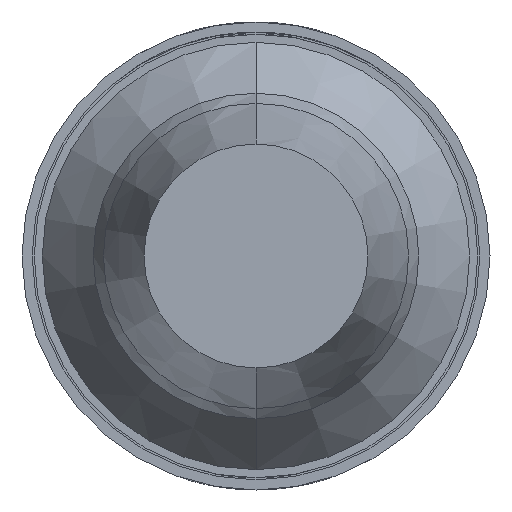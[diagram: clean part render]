
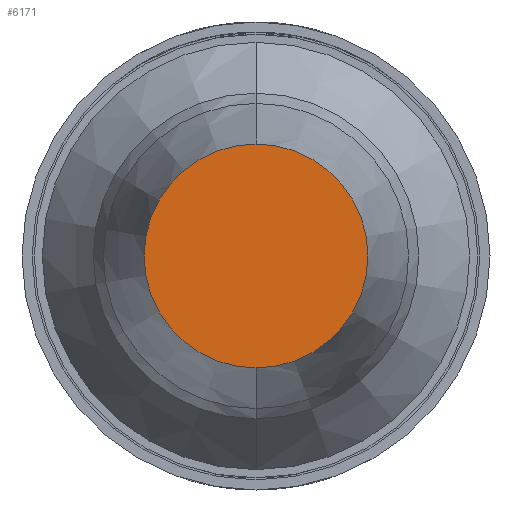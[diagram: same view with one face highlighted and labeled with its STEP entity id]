
A CAD part, front view. The second image highlights one B-rep face of the part: STEP entity #6171.
In plain terms, the highlighted planar face has unit normal (0, -1, 0).
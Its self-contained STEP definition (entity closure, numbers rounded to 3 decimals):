
#757 = ORIENTED_EDGE ( 'NONE', *, *, #6444, .F. ) ;
#1012 = EDGE_LOOP ( 'NONE', ( #757, #4781 ) ) ;
#1033 = CARTESIAN_POINT ( 'NONE',  ( 0., -39.2, 0. ) ) ;
#1273 = EDGE_CURVE ( 'Defeature ausgef�hrt1_5+Defeature ausgef�hrt1_4+Defeature ausgef�hrt1_4+Defeature ausgef�hrt1_4', #3821, #6295, #4337, .T. ) ;
#1709 = DIRECTION ( 'NONE',  ( 0., 1., 0. ) ) ;
#2719 = AXIS2_PLACEMENT_3D ( 'NONE', #6373, #1709, #2761 ) ;
#2761 = DIRECTION ( 'NONE',  ( 0., 0., 1. ) ) ;
#2827 = PLANE ( 'NONE',  #2719 ) ;
#2973 = CIRCLE ( 'NONE', #3755, 0.55 ) ;
#3377 = FACE_OUTER_BOUND ( 'NONE', #1012, .T. ) ;
#3755 = AXIS2_PLACEMENT_3D ( 'NONE', #3934, #4478, #5011 ) ;
#3821 = VERTEX_POINT ( 'NONE', #5665 ) ;
#3934 = CARTESIAN_POINT ( 'NONE',  ( 0., -39.2, 0. ) ) ;
#4337 = CIRCLE ( 'NONE', #5814, 0.55 ) ;
#4478 = DIRECTION ( 'NONE',  ( 0., 1., 0. ) ) ;
#4663 = CARTESIAN_POINT ( 'NONE',  ( 0., -39.2, 0.55 ) ) ;
#4781 = ORIENTED_EDGE ( 'NONE', *, *, #1273, .F. ) ;
#5011 = DIRECTION ( 'NONE',  ( 0., 0., 1. ) ) ;
#5155 = DIRECTION ( 'NONE',  ( 0., 1., 0. ) ) ;
#5665 = CARTESIAN_POINT ( 'NONE',  ( 0., -39.2, -0.55 ) ) ;
#5703 = DIRECTION ( 'NONE',  ( 0., 0., 1. ) ) ;
#5814 = AXIS2_PLACEMENT_3D ( 'NONE', #1033, #5155, #5703 ) ;
#6171 = ADVANCED_FACE ( 'Defeature ausgef�hrt1_4', ( #3377 ), #2827, .F. ) ;
#6295 = VERTEX_POINT ( 'NONE', #4663 ) ;
#6373 = CARTESIAN_POINT ( 'NONE',  ( 0., -39.2, 0. ) ) ;
#6444 = EDGE_CURVE ( 'Defeature ausgef�hrt1_5+Defeature ausgef�hrt1_4+Defeature ausgef�hrt1_4+Defeature ausgef�hrt1_4', #6295, #3821, #2973, .T. ) ;
